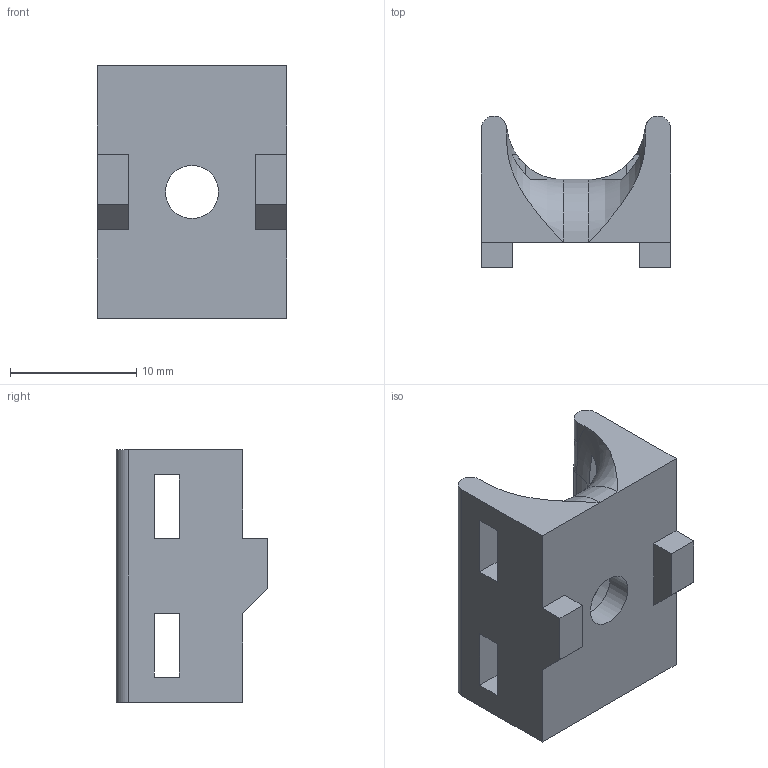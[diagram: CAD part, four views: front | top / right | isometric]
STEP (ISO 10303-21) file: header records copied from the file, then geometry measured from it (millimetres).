
FILE_DESCRIPTION(/* description */ (''),/* implementation_level */ '2;1');
FILE_NAME(/* name */ 'PasseCable v2.stp',/* time_stamp */ '2020-12-11T16:29:20+01:00',/* author */ (''),/* organization */ (''),/* preprocessor_version */ 'ST-DEVELOPER v18.1',/* originating_system */ 'Autodesk Translation Framework v9.7.1.1290',/* authorisation */ '');
FILE_SCHEMA (('AUTOMOTIVE_DESIGN { 1 0 10303 214 3 1 1 }'));
Length unit declared in the file: millimetre
Products named in the file (1): Passe_Cable
Bounding box: 15 x 12 x 20 mm (x, y, z)
Volume: 1618.2 mm3; surface area: 1553.5 mm2
Topology: 1 solids, 1 shells, 47 faces, 140 edges, 91 vertices
Faces by surface type: plane 34, cylinder 9, torus 2, bspline 2
Full cylindrical faces by diameter (mm): 4.2 x1, 10 x1
Entity records: 1715 total; most frequent: CARTESIAN_POINT 409, ORIENTED_EDGE 280, DIRECTION 247, EDGE_CURVE 140, LINE 95, VECTOR 95, VERTEX_POINT 91, AXIS2_PLACEMENT_3D 76
